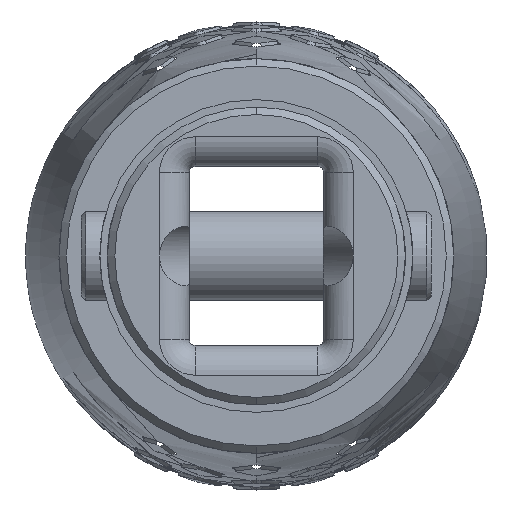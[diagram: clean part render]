
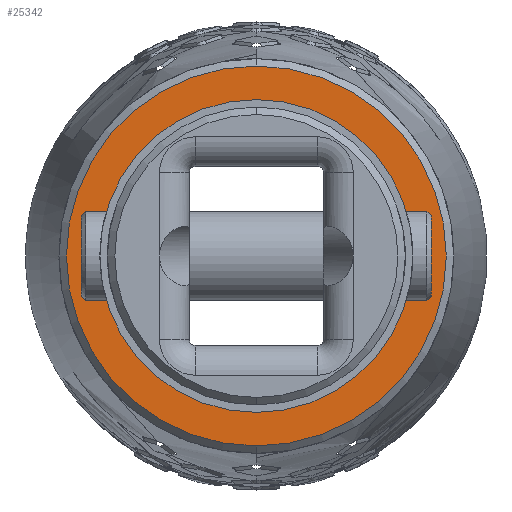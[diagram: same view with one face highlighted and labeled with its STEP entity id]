
A CAD part, front view. The second image highlights one B-rep face of the part: STEP entity #25342.
In plain terms, the highlighted planar face has unit normal (0, -1, 0).
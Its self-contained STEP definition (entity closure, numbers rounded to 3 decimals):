
#114 = EDGE_CURVE ( 'NONE', #5695, #1510, #26628, .T. ) ;
#468 = EDGE_LOOP ( 'NONE', ( #33346, #34354 ) ) ;
#1510 = VERTEX_POINT ( 'NONE', #21415 ) ;
#1789 = DIRECTION ( 'NONE',  ( 0., 0., -1. ) ) ;
#2403 = EDGE_CURVE ( 'NONE', #26365, #9574, #18589, .T. ) ;
#2730 = AXIS2_PLACEMENT_3D ( 'NONE', #4565, #21015, #1789 ) ;
#3157 = CIRCLE ( 'NONE', #28292, 12.75 ) ;
#4565 = CARTESIAN_POINT ( 'NONE',  ( -19.998, 153.98, 0. ) ) ;
#5695 = VERTEX_POINT ( 'NONE', #6353 ) ;
#6353 = CARTESIAN_POINT ( 'NONE',  ( -19.998, 153.98, -10.5 ) ) ;
#6658 = CIRCLE ( 'NONE', #2730, 10.5 ) ;
#7019 = EDGE_CURVE ( 'NONE', #1510, #5695, #6658, .T. ) ;
#7913 = EDGE_CURVE ( 'NONE', #9574, #26365, #3157, .T. ) ;
#8223 = DIRECTION ( 'NONE',  ( 0., 1., 0. ) ) ;
#9574 = VERTEX_POINT ( 'NONE', #20503 ) ;
#10322 = DIRECTION ( 'NONE',  ( 0., -1., 0. ) ) ;
#11594 = ORIENTED_EDGE ( 'NONE', *, *, #114, .T. ) ;
#13449 = FACE_BOUND ( 'NONE', #30211, .T. ) ;
#14082 = DIRECTION ( 'NONE',  ( 0., 0., 1. ) ) ;
#15753 = PLANE ( 'NONE',  #26408 ) ;
#17198 = AXIS2_PLACEMENT_3D ( 'NONE', #19203, #25409, #22827 ) ;
#17854 = AXIS2_PLACEMENT_3D ( 'NONE', #33266, #34291, #14082 ) ;
#18511 = CARTESIAN_POINT ( 'NONE',  ( -19.998, 153.98, -12.75 ) ) ;
#18589 = CIRCLE ( 'NONE', #17854, 12.75 ) ;
#19203 = CARTESIAN_POINT ( 'NONE',  ( -19.998, 153.98, 0. ) ) ;
#20503 = CARTESIAN_POINT ( 'NONE',  ( -19.998, 153.98, 12.75 ) ) ;
#21015 = DIRECTION ( 'NONE',  ( 0., 1., 0. ) ) ;
#21415 = CARTESIAN_POINT ( 'NONE',  ( -19.998, 153.98, 10.5 ) ) ;
#22663 = ORIENTED_EDGE ( 'NONE', *, *, #7019, .T. ) ;
#22827 = DIRECTION ( 'NONE',  ( 0., 0., -1. ) ) ;
#24617 = CARTESIAN_POINT ( 'NONE',  ( -19.998, 153.98, 0. ) ) ;
#25342 = ADVANCED_FACE ( 'NONE', ( #13449, #34518 ), #15753, .T. ) ;
#25409 = DIRECTION ( 'NONE',  ( 0., 1., 0. ) ) ;
#26365 = VERTEX_POINT ( 'NONE', #18511 ) ;
#26408 = AXIS2_PLACEMENT_3D ( 'NONE', #26782, #10322, #29559 ) ;
#26628 = CIRCLE ( 'NONE', #17198, 10.5 ) ;
#26782 = CARTESIAN_POINT ( 'NONE',  ( -19.998, 153.98, 0. ) ) ;
#27387 = DIRECTION ( 'NONE',  ( 0., 0., 1. ) ) ;
#28292 = AXIS2_PLACEMENT_3D ( 'NONE', #24617, #8223, #27387 ) ;
#29559 = DIRECTION ( 'NONE',  ( 0., 0., -1. ) ) ;
#30211 = EDGE_LOOP ( 'NONE', ( #11594, #22663 ) ) ;
#33266 = CARTESIAN_POINT ( 'NONE',  ( -19.998, 153.98, 0. ) ) ;
#33346 = ORIENTED_EDGE ( 'NONE', *, *, #7913, .F. ) ;
#34291 = DIRECTION ( 'NONE',  ( 0., 1., 0. ) ) ;
#34354 = ORIENTED_EDGE ( 'NONE', *, *, #2403, .F. ) ;
#34518 = FACE_OUTER_BOUND ( 'NONE', #468, .T. ) ;
